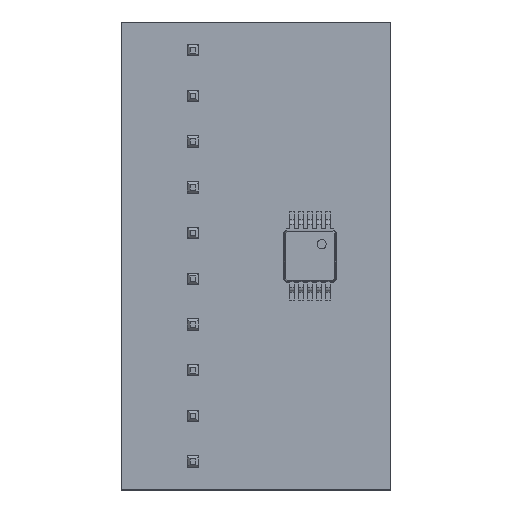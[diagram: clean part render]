
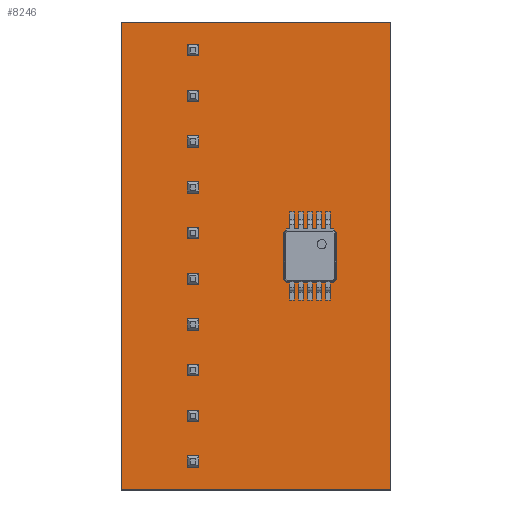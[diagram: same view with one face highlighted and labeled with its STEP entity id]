
A CAD part, top view. The second image highlights one B-rep face of the part: STEP entity #8246.
In plain terms, the highlighted planar face has unit normal (0, 0, 1).
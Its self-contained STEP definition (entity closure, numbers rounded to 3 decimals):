
#436=PLANE('',#8781);
#872=FACE_OUTER_BOUND('',#1329,.T.);
#1329=EDGE_LOOP('',(#7330,#7331,#7332,#7333));
#2404=LINE('',#13003,#3405);
#2407=LINE('',#13009,#3408);
#2410=LINE('',#13015,#3411);
#2413=LINE('',#13019,#3414);
#3405=VECTOR('',#10805,10.);
#3408=VECTOR('',#10810,10.);
#3411=VECTOR('',#10815,10.);
#3414=VECTOR('',#10820,10.);
#4083=VERTEX_POINT('',#13000);
#4084=VERTEX_POINT('',#13002);
#4086=VERTEX_POINT('',#13008);
#4088=VERTEX_POINT('',#13014);
#5162=EDGE_CURVE('',#4084,#4083,#2404,.T.);
#5165=EDGE_CURVE('',#4086,#4084,#2407,.T.);
#5168=EDGE_CURVE('',#4088,#4086,#2410,.T.);
#5171=EDGE_CURVE('',#4083,#4088,#2413,.T.);
#7330=ORIENTED_EDGE('',*,*,#5171,.T.);
#7331=ORIENTED_EDGE('',*,*,#5168,.T.);
#7332=ORIENTED_EDGE('',*,*,#5165,.T.);
#7333=ORIENTED_EDGE('',*,*,#5162,.T.);
#8246=ADVANCED_FACE('',(#872),#436,.T.);
#8781=AXIS2_PLACEMENT_3D('',#13020,#10821,#10822);
#10805=DIRECTION('',(0.,-1.,0.));
#10810=DIRECTION('',(-1.,0.,0.));
#10815=DIRECTION('',(0.,1.,0.));
#10820=DIRECTION('',(1.,0.,0.));
#10821=DIRECTION('center_axis',(0.,0.,1.));
#10822=DIRECTION('ref_axis',(1.,0.,0.));
#13000=CARTESIAN_POINT('',(-4.,-24.43,4.14));
#13002=CARTESIAN_POINT('',(-4.,1.57,4.14));
#13003=CARTESIAN_POINT('',(-4.,-24.43,4.14));
#13008=CARTESIAN_POINT('',(11.,1.57,4.14));
#13009=CARTESIAN_POINT('',(-4.,1.57,4.14));
#13014=CARTESIAN_POINT('',(11.,-24.43,4.14));
#13015=CARTESIAN_POINT('',(11.,1.57,4.14));
#13019=CARTESIAN_POINT('',(11.,-24.43,4.14));
#13020=CARTESIAN_POINT('Origin',(3.5,-11.43,4.14));
